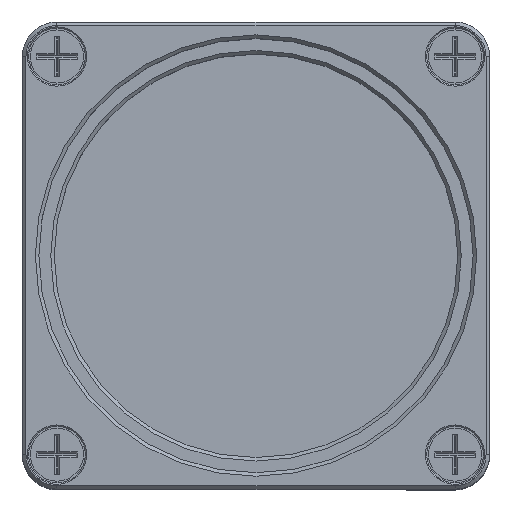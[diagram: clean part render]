
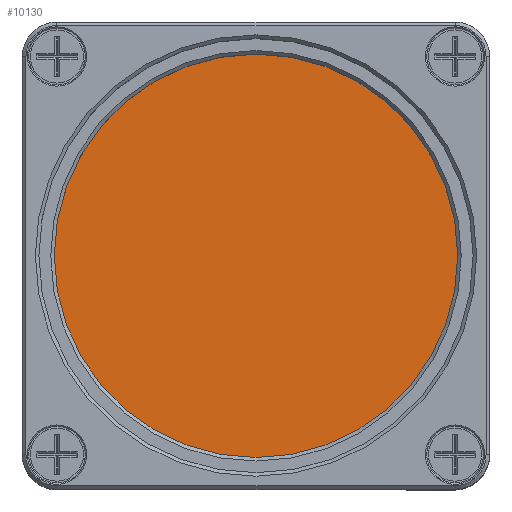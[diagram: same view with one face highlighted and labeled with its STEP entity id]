
A CAD part, top view. The second image highlights one B-rep face of the part: STEP entity #10130.
In plain terms, the highlighted planar face has unit normal (0, 0, 1).
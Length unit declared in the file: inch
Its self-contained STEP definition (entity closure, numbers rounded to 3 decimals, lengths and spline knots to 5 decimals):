
#8035=FACE_OUTER_BOUND('',#19759,.T.);
#10130=ADVANCED_FACE('',(#8035),#11765,.T.);
#11765=PLANE('',#39000);
#19759=EDGE_LOOP('',(#22254));
#22254=ORIENTED_EDGE('',*,*,#33525,.T.);
#30518=VERTEX_POINT('',#51421);
#33525=EDGE_CURVE('',#30518,#30518,#37659,.T.);
#37659=CIRCLE('',#38997,12.5);
#38997=AXIS2_PLACEMENT_3D('',#51420,#42512,#42513);
#39000=AXIS2_PLACEMENT_3D('',#51425,#42518,#42519);
#42512=DIRECTION('',(0.,0.,1.));
#42513=DIRECTION('',(1.,0.,0.));
#42518=DIRECTION('',(0.,0.,1.));
#42519=DIRECTION('',(1.,0.,0.));
#51420=CARTESIAN_POINT('',(0.,0.,1.1));
#51421=CARTESIAN_POINT('',(12.5,0.,1.1));
#51425=CARTESIAN_POINT('',(0.,0.,1.1));
